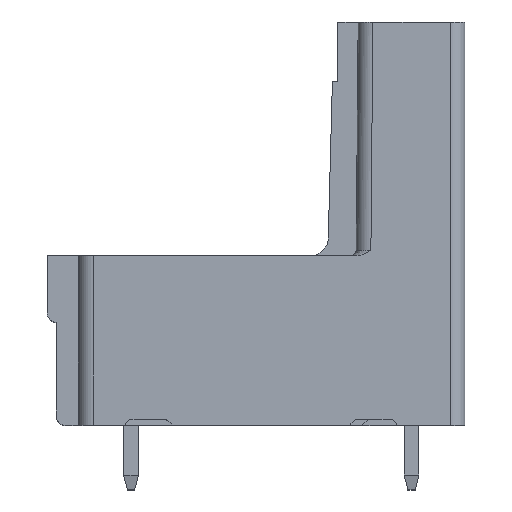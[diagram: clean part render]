
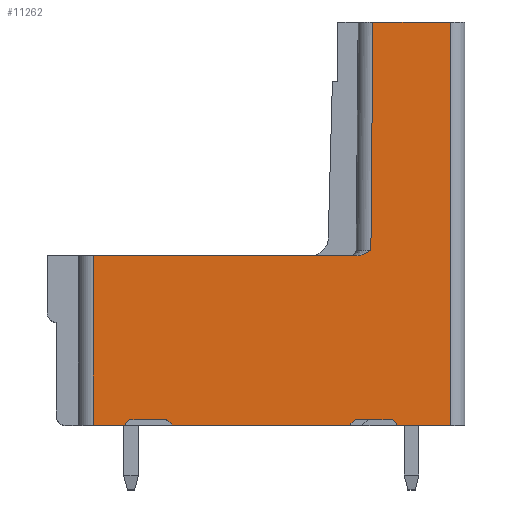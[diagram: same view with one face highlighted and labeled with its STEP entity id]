
A CAD part, top view. The second image highlights one B-rep face of the part: STEP entity #11262.
In plain terms, the highlighted planar face has unit normal (0, 0, 1).
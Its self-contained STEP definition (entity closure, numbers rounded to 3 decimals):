
#890=DIRECTION('',(1.,0.,0.));
#891=VECTOR('',#890,2.85);
#892=CARTESIAN_POINT('',(-3.644,0.,
-111.213));
#893=LINE('',#892,#891);
#2095=CARTESIAN_POINT('',(-5.857,9.2,
-111.213));
#2414=DIRECTION('',(1.,0.,0.));
#2415=VECTOR('',#2414,2.);
#2416=CARTESIAN_POINT('',(-18.194,0.3,-111.213));
#2417=LINE('',#2416,#2415);
#2422=DIRECTION('',(1.,0.,0.));
#2423=VECTOR('',#2422,14.337);
#2424=CARTESIAN_POINT('',(-20.194,9.2,
-111.213));
#2425=LINE('',#2424,#2423);
#2426=CARTESIAN_POINT('',(-5.857,9.2,
-111.213));
#2427=CARTESIAN_POINT('',(-5.825,9.2,
-111.213));
#2428=CARTESIAN_POINT('',(-5.757,9.204,
-111.213));
#2429=CARTESIAN_POINT('',(-5.644,9.227,
-111.213));
#2430=CARTESIAN_POINT('',(-5.523,9.268,
-111.213));
#2431=CARTESIAN_POINT('',(-5.393,9.328,
-111.213));
#2432=CARTESIAN_POINT('',(-5.255,9.405,
-111.213));
#2433=CARTESIAN_POINT('',(-5.154,9.467,
-111.213));
#2434=CARTESIAN_POINT('',(-5.102,9.5,
-111.213));
#2436=DIRECTION('',(0.009,1.,0.));
#2437=VECTOR('',#2436,12.4);
#2438=CARTESIAN_POINT('',(-5.102,9.5,
-111.213));
#2439=LINE('',#2438,#2437);
#2440=DIRECTION('',(1.,0.,0.));
#2441=VECTOR('',#2440,4.2);
#2442=CARTESIAN_POINT('',(-4.994,21.9,-111.213));
#2443=LINE('',#2442,#2441);
#2444=DIRECTION('',(-0.707,0.707,0.));
#2445=VECTOR('',#2444,0.424);
#2446=CARTESIAN_POINT('',(-3.644,0.,
-111.213));
#2447=LINE('',#2446,#2445);
#2448=DIRECTION('',(-0.707,-0.707,0.));
#2449=VECTOR('',#2448,0.424);
#2450=CARTESIAN_POINT('',(-5.944,0.3,
-111.213));
#2451=LINE('',#2450,#2449);
#2452=DIRECTION('',(-1.,0.,0.));
#2453=VECTOR('',#2452,9.65);
#2454=CARTESIAN_POINT('',(-6.244,0.,
-111.213));
#2455=LINE('',#2454,#2453);
#2456=DIRECTION('',(-0.707,0.707,0.));
#2457=VECTOR('',#2456,0.424);
#2458=CARTESIAN_POINT('',(-15.894,0.,
-111.213));
#2459=LINE('',#2458,#2457);
#2460=DIRECTION('',(-0.707,-0.707,0.));
#2461=VECTOR('',#2460,0.424);
#2462=CARTESIAN_POINT('',(-18.194,0.3,-111.213));
#2463=LINE('',#2462,#2461);
#2464=DIRECTION('',(-1.,0.,0.));
#2465=VECTOR('',#2464,1.7);
#2466=CARTESIAN_POINT('',(-18.494,0.,
-111.213));
#2467=LINE('',#2466,#2465);
#2468=DIRECTION('',(0.,1.,0.));
#2469=VECTOR('',#2468,9.2);
#2470=CARTESIAN_POINT('',(-20.194,0.,
-111.213));
#2471=LINE('',#2470,#2469);
#3015=DIRECTION('',(1.,0.,0.));
#3016=VECTOR('',#3015,2.);
#3017=CARTESIAN_POINT('',(-5.944,0.3,
-111.213));
#3018=LINE('',#3017,#3016);
#4911=DIRECTION('',(0.,1.,0.));
#4912=VECTOR('',#4911,21.9);
#4913=CARTESIAN_POINT('',(-0.794,0.,
-111.213));
#4914=LINE('',#4913,#4912);
#6801=CARTESIAN_POINT('',(-0.794,21.9,-111.213));
#6802=VERTEX_POINT('',#6801);
#6803=CARTESIAN_POINT('',(-4.994,21.9,-111.213));
#6804=VERTEX_POINT('',#6803);
#6848=CARTESIAN_POINT('',(-20.194,0.,
-111.213));
#6849=VERTEX_POINT('',#6848);
#6850=CARTESIAN_POINT('',(-18.494,0.,
-111.213));
#6851=VERTEX_POINT('',#6850);
#6864=CARTESIAN_POINT('',(-15.894,0.,
-111.213));
#6865=VERTEX_POINT('',#6864);
#6866=CARTESIAN_POINT('',(-6.244,0.,
-111.213));
#6867=VERTEX_POINT('',#6866);
#6888=CARTESIAN_POINT('',(-3.644,0.,
-111.213));
#6889=VERTEX_POINT('',#6888);
#6890=CARTESIAN_POINT('',(-0.794,0.,
-111.213));
#6891=VERTEX_POINT('',#6890);
#7000=VERTEX_POINT('',#2095);
#7001=CARTESIAN_POINT('',(-20.194,9.2,
-111.213));
#7002=VERTEX_POINT('',#7001);
#7192=CARTESIAN_POINT('',(-16.194,0.3,
-111.213));
#7193=VERTEX_POINT('',#7192);
#7194=CARTESIAN_POINT('',(-18.194,0.3,-111.213));
#7195=VERTEX_POINT('',#7194);
#7196=VERTEX_POINT('',#2434);
#7197=CARTESIAN_POINT('',(-3.944,0.3,
-111.213));
#7198=VERTEX_POINT('',#7197);
#7199=CARTESIAN_POINT('',(-5.944,0.3,
-111.213));
#7200=VERTEX_POINT('',#7199);
#11232=CARTESIAN_POINT('',(-6.202,9.5,-111.213));
#11233=DIRECTION('',(0.,0.,1.));
#11234=DIRECTION('',(-1.,0.,0.));
#11235=AXIS2_PLACEMENT_3D('',#11232,#11233,#11234);
#11236=PLANE('',#11235);
#11237=ORIENTED_EDGE('',*,*,#10669,.T.);
#11239=ORIENTED_EDGE('',*,*,#11238,.T.);
#11241=ORIENTED_EDGE('',*,*,#11240,.T.);
#11243=ORIENTED_EDGE('',*,*,#11242,.T.);
#11245=ORIENTED_EDGE('',*,*,#11244,.F.);
#11246=ORIENTED_EDGE('',*,*,#8974,.F.);
#11248=ORIENTED_EDGE('',*,*,#11247,.T.);
#11250=ORIENTED_EDGE('',*,*,#11249,.F.);
#11252=ORIENTED_EDGE('',*,*,#11251,.T.);
#11253=ORIENTED_EDGE('',*,*,#8950,.T.);
#11254=ORIENTED_EDGE('',*,*,#11199,.T.);
#11255=ORIENTED_EDGE('',*,*,#11213,.F.);
#11256=ORIENTED_EDGE('',*,*,#11226,.T.);
#11257=ORIENTED_EDGE('',*,*,#8934,.T.);
#11259=ORIENTED_EDGE('',*,*,#11258,.T.);
#11260=EDGE_LOOP('',(#11237,#11239,#11241,#11243,#11245,#11246,#11248,#11250,
#11252,#11253,#11254,#11255,#11256,#11257,#11259));
#11261=FACE_OUTER_BOUND('',#11260,.F.);
#11262=ADVANCED_FACE('',(#11261),#11236,.T.);
#2435=B_SPLINE_CURVE_WITH_KNOTS('',3,(#2426,#2427,#2428,#2429,#2430,#2431,#2432,
#2433,#2434),.UNSPECIFIED.,.F.,.F.,(4,1,1,1,1,1,4),(0.,0.167,
0.333,0.5,0.667,0.833,1.),
.UNSPECIFIED.);
#8934=EDGE_CURVE('',#6851,#6849,#2467,.T.);
#8950=EDGE_CURVE('',#6867,#6865,#2455,.T.);
#8974=EDGE_CURVE('',#6889,#6891,#893,.T.);
#10669=EDGE_CURVE('',#7002,#7000,#2425,.T.);
#11199=EDGE_CURVE('',#6865,#7193,#2459,.T.);
#11213=EDGE_CURVE('',#7195,#7193,#2417,.T.);
#11226=EDGE_CURVE('',#7195,#6851,#2463,.T.);
#11238=EDGE_CURVE('',#7000,#7196,#2435,.T.);
#11240=EDGE_CURVE('',#7196,#6804,#2439,.T.);
#11242=EDGE_CURVE('',#6804,#6802,#2443,.T.);
#11244=EDGE_CURVE('',#6891,#6802,#4914,.T.);
#11247=EDGE_CURVE('',#6889,#7198,#2447,.T.);
#11249=EDGE_CURVE('',#7200,#7198,#3018,.T.);
#11251=EDGE_CURVE('',#7200,#6867,#2451,.T.);
#11258=EDGE_CURVE('',#6849,#7002,#2471,.T.);
